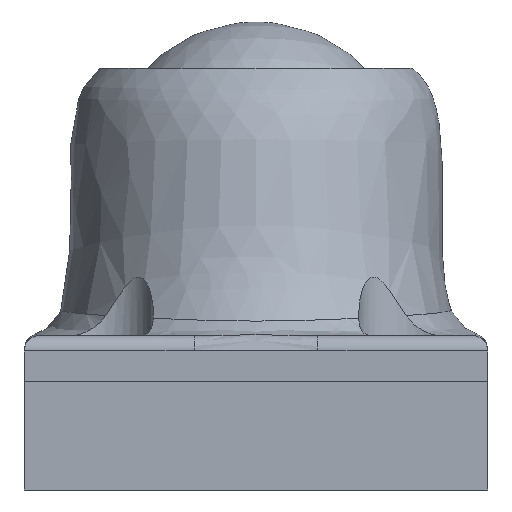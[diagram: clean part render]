
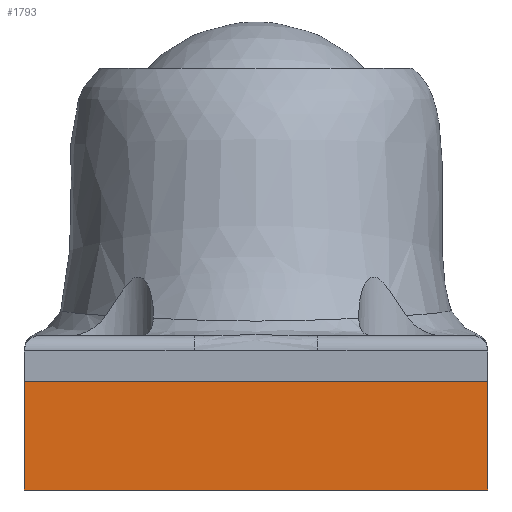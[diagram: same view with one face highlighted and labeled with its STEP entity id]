
A CAD part, left-side view. The second image highlights one B-rep face of the part: STEP entity #1793.
In plain terms, the highlighted planar face has unit normal (-1, 0, 0).
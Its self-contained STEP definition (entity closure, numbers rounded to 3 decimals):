
#1793 = ADVANCED_FACE('',(#1794),#1828,.F.);
#1794 = FACE_BOUND('',#1795,.F.);
#1795 = EDGE_LOOP('',(#1796,#1806,#1814,#1822));
#1796 = ORIENTED_EDGE('',*,*,#1797,.T.);
#1797 = EDGE_CURVE('',#1798,#1800,#1802,.T.);
#1798 = VERTEX_POINT('',#1799);
#1799 = CARTESIAN_POINT('',(-37.659,-17.552,
    -8.229));
#1800 = VERTEX_POINT('',#1801);
#1801 = CARTESIAN_POINT('',(-37.659,-17.552,
    -15.229));
#1802 = LINE('',#1803,#1804);
#1803 = CARTESIAN_POINT('',(-37.659,-17.552,
    -8.229));
#1804 = VECTOR('',#1805,1.);
#1805 = DIRECTION('',(0.,0.,-1.));
#1806 = ORIENTED_EDGE('',*,*,#1807,.T.);
#1807 = EDGE_CURVE('',#1800,#1808,#1810,.T.);
#1808 = VERTEX_POINT('',#1809);
#1809 = CARTESIAN_POINT('',(-37.659,12.448,
    -15.229));
#1810 = LINE('',#1811,#1812);
#1811 = CARTESIAN_POINT('',(-37.659,-17.552,
    -15.229));
#1812 = VECTOR('',#1813,1.);
#1813 = DIRECTION('',(0.,1.,0.));
#1814 = ORIENTED_EDGE('',*,*,#1815,.F.);
#1815 = EDGE_CURVE('',#1816,#1808,#1818,.T.);
#1816 = VERTEX_POINT('',#1817);
#1817 = CARTESIAN_POINT('',(-37.659,12.448,
    -8.229));
#1818 = LINE('',#1819,#1820);
#1819 = CARTESIAN_POINT('',(-37.659,12.448,
    -8.229));
#1820 = VECTOR('',#1821,1.);
#1821 = DIRECTION('',(0.,0.,-1.));
#1822 = ORIENTED_EDGE('',*,*,#1823,.F.);
#1823 = EDGE_CURVE('',#1798,#1816,#1824,.T.);
#1824 = LINE('',#1825,#1826);
#1825 = CARTESIAN_POINT('',(-37.659,-17.552,
    -8.229));
#1826 = VECTOR('',#1827,1.);
#1827 = DIRECTION('',(0.,1.,0.));
#1828 = PLANE('',#1829);
#1829 = AXIS2_PLACEMENT_3D('',#1830,#1831,#1832);
#1830 = CARTESIAN_POINT('',(-37.659,-17.552,
    -8.229));
#1831 = DIRECTION('',(1.,0.,0.));
#1832 = DIRECTION('',(0.,1.,0.));
